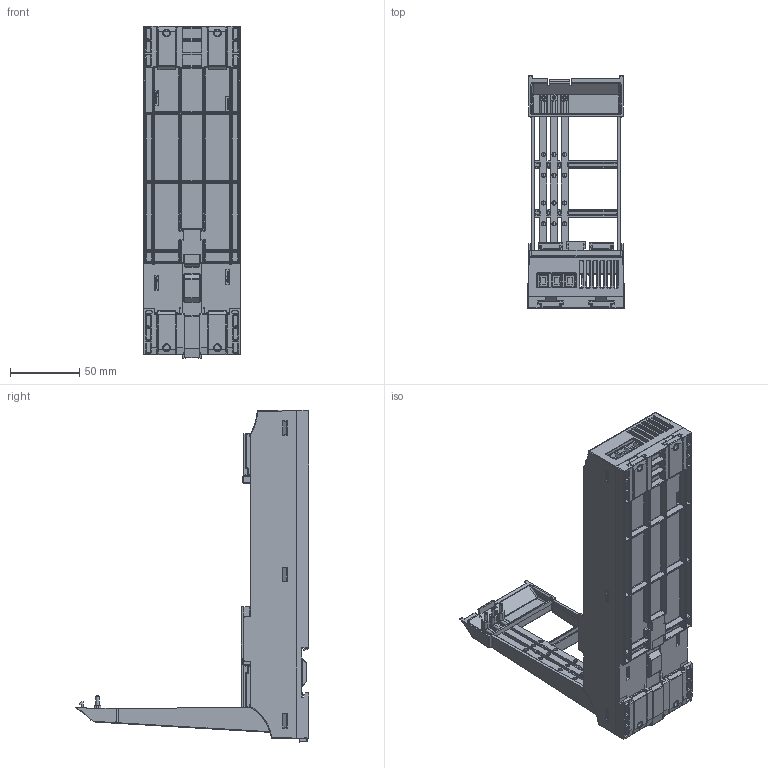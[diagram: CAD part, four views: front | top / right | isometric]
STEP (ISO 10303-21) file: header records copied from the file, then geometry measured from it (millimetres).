
FILE_DESCRIPTION (( 'STEP AP214' ), '1' );
FILE_NAME ('CFW300-KFB.STEP', '2018-08-21T20:54:58', ( '' ), ( '' ), 'SwSTEP 2.0', 'SolidWorks 2017', '' );
FILE_SCHEMA (( 'AUTOMOTIVE_DESIGN' ));
Length unit declared in the file: inch
Products named in the file (1): CFW300-KFB
Bounding box: 70.01 x 168.36 x 239.37 mm (x, y, z)
Volume: 182915.7 mm3; surface area: 187348.9 mm2
Topology: 18 solids, 18 shells, 5086 faces, 12577 edges, 7470 vertices
Faces by surface type: cylinder 1849, plane 1841, bspline 858, sphere 434, cone 76, torus 28
Entity records: 175637 total; most frequent: CARTESIAN_POINT 63842, ORIENTED_EDGE 24892, DIRECTION 20189, EDGE_CURVE 12446, VERTEX_POINT 7428, AXIS2_PLACEMENT_3D 6760, VECTOR 6669, LINE 6669
